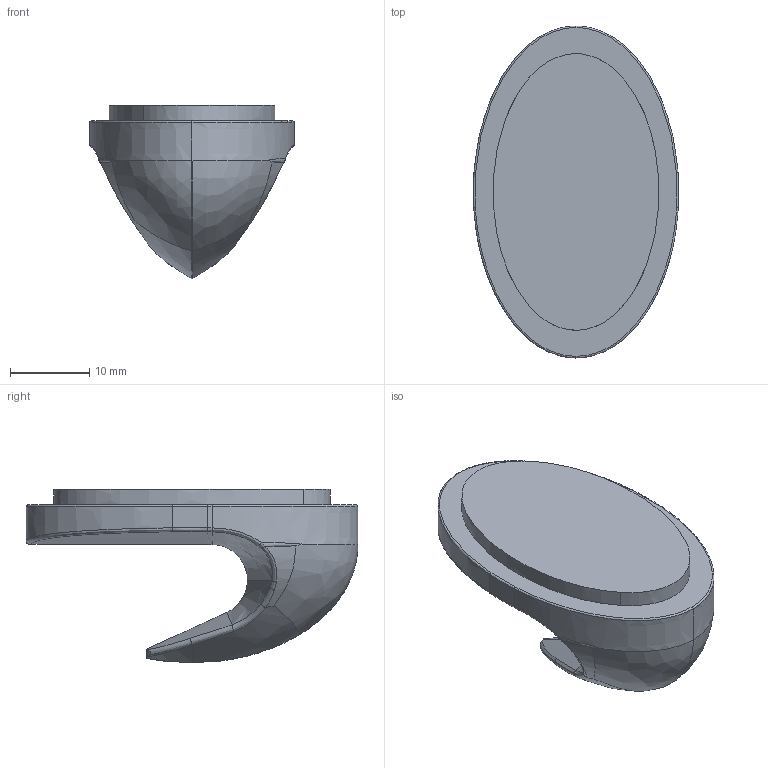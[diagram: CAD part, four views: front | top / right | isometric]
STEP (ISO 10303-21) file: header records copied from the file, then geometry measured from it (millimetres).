
FILE_DESCRIPTION(('Creo Elements/Direct Modeling STEP Export'),'2;1');
FILE_NAME('H114.stp','2021-05-27T 7:58:24',(''),(''),'Creo Elements/Direct Modeling STEP processor for AP214 (Solid Model)','Creo Elements/Direct Modeling 20.0 12-Nov-2016 (C) Parametric Technology GmbH','');
FILE_SCHEMA(('AUTOMOTIVE_DESIGN { 1 0 10303 214 1 1 1 1 }'));
Length unit declared in the file: millimetre
Products named in the file (1): H114
Bounding box: 25.95 x 42 x 21.97 mm (x, y, z)
Volume: 7055.4 mm3; surface area: 2925.8 mm2
Topology: 1 solids, 1 shells, 75 faces, 174 edges, 100 vertices
Faces by surface type: bspline 54, extrusion 12, cylinder 5, plane 4
Entity records: 23237 total; most frequent: CARTESIAN_POINT 22081, ORIENTED_EDGE 344, EDGE_CURVE 172, B_SPLINE_CURVE_WITH_KNOTS 124, VERTEX_POINT 100, EDGE_LOOP 76, FACE_OUTER_BOUND 75, ADVANCED_FACE 75
